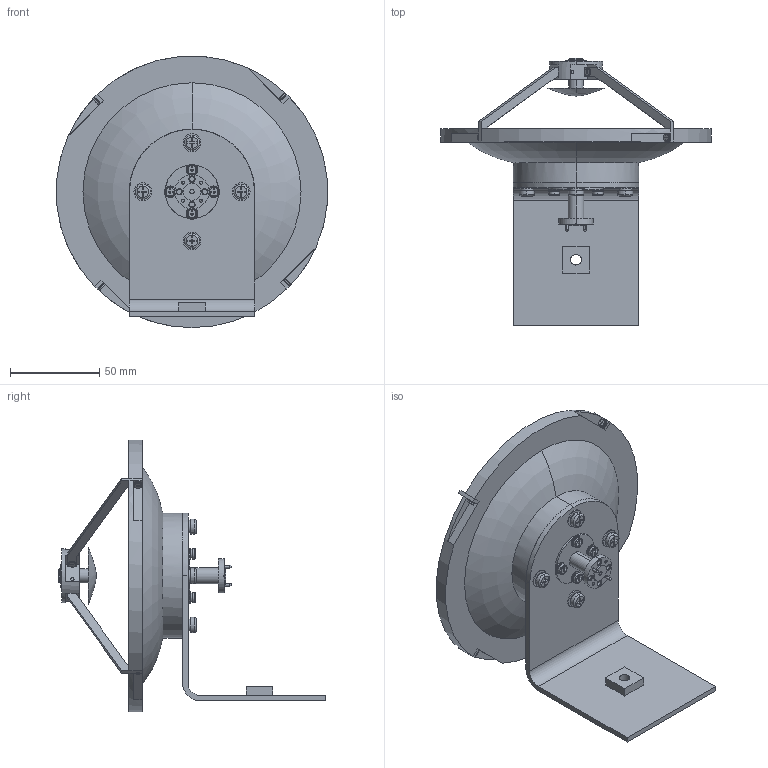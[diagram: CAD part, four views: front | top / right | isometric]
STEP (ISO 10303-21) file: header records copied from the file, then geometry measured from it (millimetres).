
FILE_DESCRIPTION (( 'STEP AP203' ), '1' );
FILE_NAME ('SAY-9239633914-094-X1.STEP', '2019-06-26T22:04:43', ( '' ), ( '' ), 'SwSTEP 2.0', 'SolidWorks 2016', '' );
FILE_SCHEMA (( 'CONFIG_CONTROL_DESIGN' ));
Length unit declared in the file: millimetre
Products named in the file (1): SAY-9239633914-094-X1
Bounding box: 151.52 x 149.6 x 151.76 mm (x, y, z)
Volume: 149749.6 mm3; surface area: 74678.2 mm2
Topology: 1 solids, 1 shells, 538 faces, 1370 edges, 892 vertices
Faces by surface type: plane 367, cylinder 139, torus 24, cone 4, bspline 2, sphere 2
Entity records: 16257 total; most frequent: CARTESIAN_POINT 2815, DIRECTION 2802, ORIENTED_EDGE 2724, EDGE_CURVE 1362, LINE 992, VECTOR 992, AXIS2_PLACEMENT_3D 905, VERTEX_POINT 888
